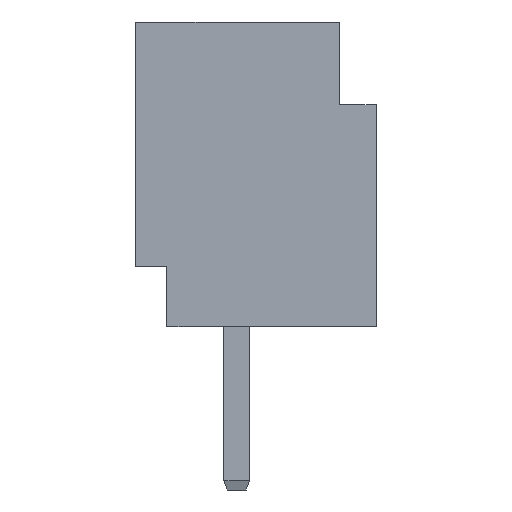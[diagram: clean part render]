
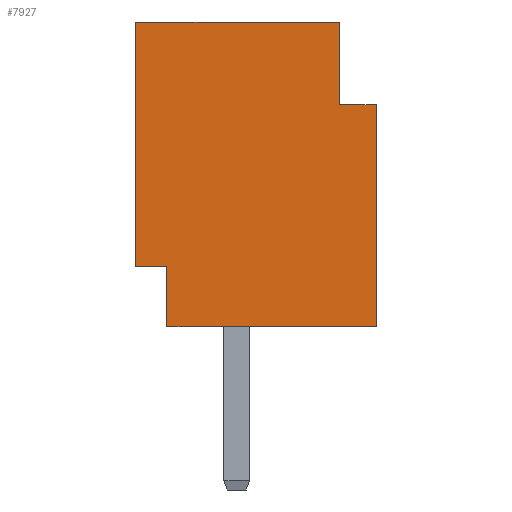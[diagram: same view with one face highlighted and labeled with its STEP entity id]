
A CAD part, left-side view. The second image highlights one B-rep face of the part: STEP entity #7927.
In plain terms, the highlighted planar face has unit normal (-1, 0, 0).
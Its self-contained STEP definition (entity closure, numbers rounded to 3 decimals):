
#455=ORIENTED_EDGE('',*,*,#1993,.T.);
#456=ORIENTED_EDGE('',*,*,#2055,.T.);
#457=ORIENTED_EDGE('',*,*,#2073,.T.);
#458=ORIENTED_EDGE('',*,*,#2074,.F.);
#459=ORIENTED_EDGE('',*,*,#1982,.F.);
#460=ORIENTED_EDGE('',*,*,#2066,.F.);
#461=ORIENTED_EDGE('',*,*,#2075,.F.);
#462=ORIENTED_EDGE('',*,*,#2076,.T.);
#1982=EDGE_CURVE('',#2796,#2797,#3320,.T.);
#1993=EDGE_CURVE('',#2807,#2806,#3331,.T.);
#2055=EDGE_CURVE('',#2806,#2864,#3393,.T.);
#2066=EDGE_CURVE('',#2872,#2796,#3404,.T.);
#2073=EDGE_CURVE('',#2864,#2877,#3411,.T.);
#2074=EDGE_CURVE('',#2797,#2877,#3412,.T.);
#2075=EDGE_CURVE('',#2878,#2872,#3413,.T.);
#2076=EDGE_CURVE('',#2878,#2807,#3414,.T.);
#2796=VERTEX_POINT('',#9789);
#2797=VERTEX_POINT('',#9791);
#2806=VERTEX_POINT('',#9812);
#2807=VERTEX_POINT('',#9814);
#2864=VERTEX_POINT('',#9935);
#2872=VERTEX_POINT('',#9957);
#2877=VERTEX_POINT('',#9972);
#2878=VERTEX_POINT('',#9975);
#3320=LINE('',#9790,#3870);
#3331=LINE('',#9813,#3881);
#3393=LINE('',#9936,#3943);
#3404=LINE('',#9958,#3954);
#3411=LINE('',#9971,#3961);
#3412=LINE('',#9973,#3962);
#3413=LINE('',#9974,#3963);
#3414=LINE('',#9976,#3964);
#3870=VECTOR('',#8612,1000.);
#3881=VECTOR('',#8627,1000.);
#3943=VECTOR('',#8695,1000.);
#3954=VECTOR('',#8712,1000.);
#3961=VECTOR('',#8723,1000.);
#3962=VECTOR('',#8724,1000.);
#3963=VECTOR('',#8725,1000.);
#3964=VECTOR('',#8726,1000.);
#4429=EDGE_LOOP('',(#455,#456,#457,#458,#459,#460,#461,#462));
#4809=FACE_BOUND('',#4429,.T.);
#5181=PLANE('',#8300);
#7927=ADVANCED_FACE('',(#4809),#5181,.T.);
#8300=AXIS2_PLACEMENT_3D('',#9970,#8721,#8722);
#8612=DIRECTION('',(0.,0.,-1.));
#8627=DIRECTION('',(0.,0.,-1.));
#8695=DIRECTION('',(0.,-1.,0.));
#8712=DIRECTION('',(0.,-1.,0.));
#8721=DIRECTION('',(-1.,0.,0.));
#8722=DIRECTION('',(0.,0.,1.));
#8723=DIRECTION('',(0.,0.,-1.));
#8724=DIRECTION('',(0.,1.,0.));
#8725=DIRECTION('',(0.,0.,-1.));
#8726=DIRECTION('',(0.,1.,0.));
#9789=CARTESIAN_POINT('',(-5.873,-1.93,3.073));
#9790=CARTESIAN_POINT('',(-5.873,-1.93,1.27));
#9791=CARTESIAN_POINT('',(-5.873,-1.93,0.));
#9812=CARTESIAN_POINT('',(-5.873,1.397,0.838));
#9813=CARTESIAN_POINT('',(-5.873,1.397,1.27));
#9814=CARTESIAN_POINT('',(-5.873,1.397,4.216));
#9935=CARTESIAN_POINT('',(-5.873,0.965,0.838));
#9936=CARTESIAN_POINT('',(-5.873,1.397,0.838));
#9957=CARTESIAN_POINT('',(-5.873,-1.422,3.073));
#9958=CARTESIAN_POINT('',(-5.873,-1.422,3.073));
#9970=CARTESIAN_POINT('',(-5.873,-1.93,1.27));
#9971=CARTESIAN_POINT('',(-5.873,0.965,0.838));
#9972=CARTESIAN_POINT('',(-5.873,0.965,0.));
#9973=CARTESIAN_POINT('',(-5.873,-1.93,0.));
#9974=CARTESIAN_POINT('',(-5.873,-1.422,4.216));
#9975=CARTESIAN_POINT('',(-5.873,-1.422,4.216));
#9976=CARTESIAN_POINT('',(-5.873,-1.93,4.216));
